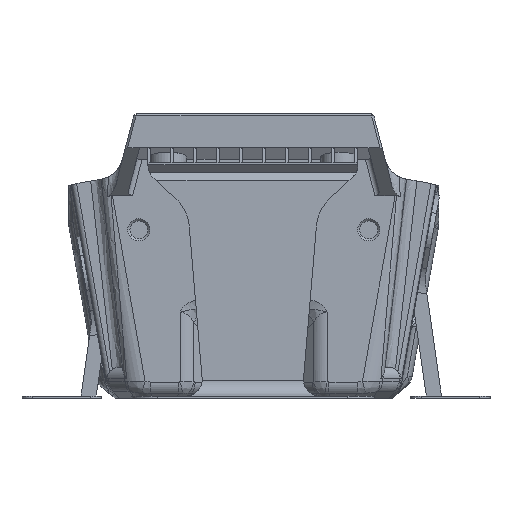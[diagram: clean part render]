
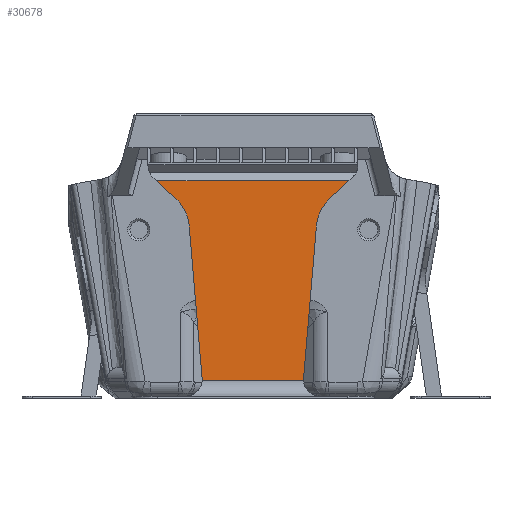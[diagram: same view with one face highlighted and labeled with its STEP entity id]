
A CAD part, front view. The second image highlights one B-rep face of the part: STEP entity #30678.
In plain terms, the highlighted planar face has unit normal (0, -1, 0).
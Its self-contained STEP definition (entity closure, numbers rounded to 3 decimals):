
#1429=CIRCLE('',#32662,3.);
#1430=CIRCLE('',#32663,3.);
#1431=CIRCLE('',#32664,8.);
#1432=CIRCLE('',#32665,8.);
#4064=ORIENTED_EDGE('',*,*,#12975,.T.);
#4065=ORIENTED_EDGE('',*,*,#12976,.T.);
#4066=ORIENTED_EDGE('',*,*,#12977,.T.);
#4067=ORIENTED_EDGE('',*,*,#12973,.F.);
#4068=ORIENTED_EDGE('',*,*,#12978,.T.);
#4069=ORIENTED_EDGE('',*,*,#12979,.T.);
#4070=ORIENTED_EDGE('',*,*,#12980,.F.);
#4071=ORIENTED_EDGE('',*,*,#12981,.F.);
#4072=ORIENTED_EDGE('',*,*,#12982,.T.);
#4073=ORIENTED_EDGE('',*,*,#12983,.T.);
#12973=EDGE_CURVE('',#17517,#17518,#20425,.T.);
#12975=EDGE_CURVE('',#17519,#17520,#1429,.T.);
#12976=EDGE_CURVE('',#17520,#17521,#20427,.F.);
#12977=EDGE_CURVE('',#17521,#17518,#1430,.T.);
#12978=EDGE_CURVE('',#17517,#17522,#1431,.T.);
#12979=EDGE_CURVE('',#17522,#17523,#20428,.T.);
#12980=EDGE_CURVE('',#17524,#17523,#20429,.T.);
#12981=EDGE_CURVE('',#17525,#17524,#20430,.T.);
#12982=EDGE_CURVE('',#17525,#17526,#1432,.T.);
#12983=EDGE_CURVE('',#17526,#17519,#20431,.T.);
#17517=VERTEX_POINT('',#46684);
#17518=VERTEX_POINT('',#46686);
#17519=VERTEX_POINT('',#46690);
#17520=VERTEX_POINT('',#46691);
#17521=VERTEX_POINT('',#46693);
#17522=VERTEX_POINT('',#46696);
#17523=VERTEX_POINT('',#46698);
#17524=VERTEX_POINT('',#46700);
#17525=VERTEX_POINT('',#46702);
#17526=VERTEX_POINT('',#46704);
#20425=LINE('',#46685,#23153);
#20427=LINE('',#46692,#23155);
#20428=LINE('',#46697,#23156);
#20429=LINE('',#46699,#23157);
#20430=LINE('',#46701,#23158);
#20431=LINE('',#46705,#23159);
#23153=VECTOR('',#35907,1000.);
#23155=VECTOR('',#35913,1000.);
#23156=VECTOR('',#35918,1000.);
#23157=VECTOR('',#35919,1000.);
#23158=VECTOR('',#35920,1000.);
#23159=VECTOR('',#35923,1000.);
#25866=EDGE_LOOP('',(#4064,#4065,#4066,#4067,#4068,#4069,#4070,#4071,#4072,
#4073));
#27794=FACE_BOUND('',#25866,.T.);
#29595=PLANE('',#32661);
#30678=ADVANCED_FACE('',(#27794),#29595,.F.);
#32661=AXIS2_PLACEMENT_3D('',#46688,#35909,#35910);
#32662=AXIS2_PLACEMENT_3D('',#46689,#35911,#35912);
#32663=AXIS2_PLACEMENT_3D('',#46694,#35914,#35915);
#32664=AXIS2_PLACEMENT_3D('',#46695,#35916,#35917);
#32665=AXIS2_PLACEMENT_3D('',#46703,#35921,#35922);
#35907=DIRECTION('',(-0.084,0.,-0.996));
#35909=DIRECTION('',(0.,1.,0.));
#35910=DIRECTION('',(0.,0.,1.));
#35911=DIRECTION('',(0.,1.,0.));
#35912=DIRECTION('',(0.,0.,1.));
#35913=DIRECTION('',(-1.,0.,0.));
#35914=DIRECTION('',(0.,1.,0.));
#35915=DIRECTION('',(0.,0.,1.));
#35916=DIRECTION('',(0.,1.,0.));
#35917=DIRECTION('',(0.,0.,1.));
#35918=DIRECTION('',(0.731,0.,0.682));
#35919=DIRECTION('',(1.,0.,0.));
#35920=DIRECTION('',(-0.731,0.,0.682));
#35921=DIRECTION('',(0.,1.,0.));
#35922=DIRECTION('',(0.,0.,1.));
#35923=DIRECTION('',(0.084,0.,-0.996));
#46684=CARTESIAN_POINT('',(11.856,-32.314,32.579));
#46685=CARTESIAN_POINT('',(36.482,-32.314,324.724));
#46686=CARTESIAN_POINT('',(9.418,-32.314,3.652));
#46688=CARTESIAN_POINT('',(0.,-32.314,327.8));
#46689=CARTESIAN_POINT('',(-12.767,-32.314,3.4));
#46690=CARTESIAN_POINT('',(-9.777,-32.314,3.652));
#46691=CARTESIAN_POINT('',(-9.767,-32.314,3.4));
#46692=CARTESIAN_POINT('',(9.143,-32.314,3.4));
#46693=CARTESIAN_POINT('',(9.407,-32.314,3.4));
#46694=CARTESIAN_POINT('',(12.407,-32.314,3.4));
#46695=CARTESIAN_POINT('',(19.828,-32.314,31.907));
#46696=CARTESIAN_POINT('',(14.372,-32.314,37.757));
#46697=CARTESIAN_POINT('',(16.736,-32.314,39.963));
#46698=CARTESIAN_POINT('',(17.982,-32.314,41.124));
#46699=CARTESIAN_POINT('',(-65.369,-32.314,41.124));
#46700=CARTESIAN_POINT('',(-18.341,-32.314,41.124));
#46701=CARTESIAN_POINT('',(-17.096,-32.314,39.963));
#46702=CARTESIAN_POINT('',(-14.731,-32.314,37.757));
#46703=CARTESIAN_POINT('',(-20.187,-32.314,31.907));
#46704=CARTESIAN_POINT('',(-12.216,-32.314,32.579));
#46705=CARTESIAN_POINT('',(-36.839,-32.314,324.694));
